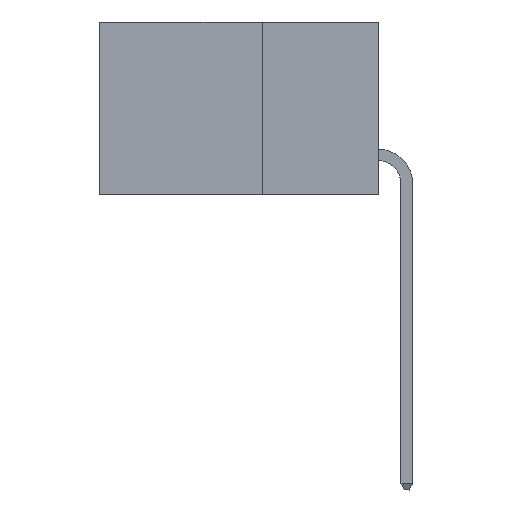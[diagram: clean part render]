
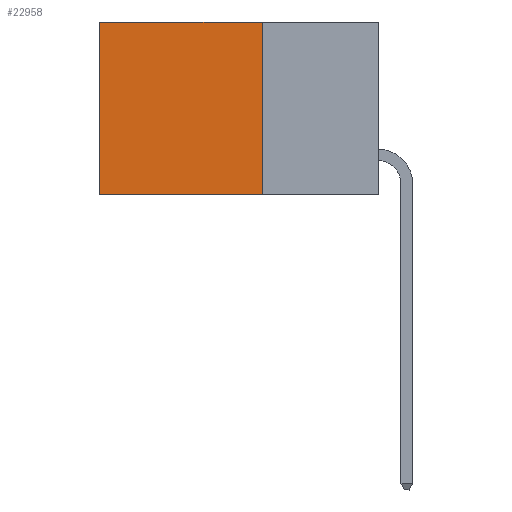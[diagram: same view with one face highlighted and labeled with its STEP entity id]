
A CAD part, left-side view. The second image highlights one B-rep face of the part: STEP entity #22958.
In plain terms, the highlighted planar face has unit normal (-1, 0, 0).
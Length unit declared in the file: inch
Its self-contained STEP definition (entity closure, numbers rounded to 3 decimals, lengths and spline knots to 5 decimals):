
#2267 = VERTEX_POINT ( 'NONE', #21644 ) ;
#2720 = ORIENTED_EDGE ( 'NONE', *, *, #7387, .F. ) ;
#4058 = ORIENTED_EDGE ( 'NONE', *, *, #8055, .T. ) ;
#4948 = VECTOR ( 'NONE', #23563, 39.37008 ) ;
#7180 = VECTOR ( 'NONE', #30250, 39.37008 ) ;
#7387 = EDGE_CURVE ( 'NONE', #15198, #22357, #11815, .T. ) ;
#8055 = EDGE_CURVE ( 'NONE', #2267, #13355, #22904, .T. ) ;
#8191 = PLANE ( 'NONE',  #11960 ) ;
#8336 = EDGE_LOOP ( 'NONE', ( #4058, #15251, #2720, #26530 ) ) ;
#8711 = CARTESIAN_POINT ( 'NONE',  ( 0.298, 0.25, -0.37 ) ) ;
#8870 = CARTESIAN_POINT ( 'NONE',  ( 0.298, 0.25, 0. ) ) ;
#9018 = VECTOR ( 'NONE', #23117, 39.37008 ) ;
#10356 = EDGE_CURVE ( 'NONE', #22357, #13355, #18157, .T. ) ;
#10714 = DIRECTION ( 'NONE',  ( 1., 0., 0. ) ) ;
#11023 = DIRECTION ( 'NONE',  ( 0., 0., -1. ) ) ;
#11068 = CARTESIAN_POINT ( 'NONE',  ( 0.298, 0.25, -0.37 ) ) ;
#11815 = LINE ( 'NONE', #13401, #17597 ) ;
#11960 = AXIS2_PLACEMENT_3D ( 'NONE', #25351, #10714, #27751 ) ;
#12603 = CARTESIAN_POINT ( 'NONE',  ( 0.298, 0.6, -0.37 ) ) ;
#13269 = CARTESIAN_POINT ( 'NONE',  ( 0.298, 0.6, 0. ) ) ;
#13355 = VERTEX_POINT ( 'NONE', #12603 ) ;
#13401 = CARTESIAN_POINT ( 'NONE',  ( 0.298, 0.25, 0. ) ) ;
#15198 = VERTEX_POINT ( 'NONE', #8870 ) ;
#15251 = ORIENTED_EDGE ( 'NONE', *, *, #10356, .F. ) ;
#17597 = VECTOR ( 'NONE', #11023, 39.37008 ) ;
#18157 = LINE ( 'NONE', #8711, #4948 ) ;
#18682 = FACE_OUTER_BOUND ( 'NONE', #8336, .T. ) ;
#21644 = CARTESIAN_POINT ( 'NONE',  ( 0.298, 0.6, 0. ) ) ;
#22357 = VERTEX_POINT ( 'NONE', #11068 ) ;
#22904 = LINE ( 'NONE', #13269, #9018 ) ;
#22958 = ADVANCED_FACE ( 'NONE', ( #18682 ), #8191, .F. ) ;
#23117 = DIRECTION ( 'NONE',  ( 0., 0., -1. ) ) ;
#23563 = DIRECTION ( 'NONE',  ( 0., 1., 0. ) ) ;
#24738 = EDGE_CURVE ( 'NONE', #15198, #2267, #26746, .T. ) ;
#25351 = CARTESIAN_POINT ( 'NONE',  ( 0.298, 0.25, 0. ) ) ;
#26530 = ORIENTED_EDGE ( 'NONE', *, *, #24738, .T. ) ;
#26746 = LINE ( 'NONE', #27832, #7180 ) ;
#27751 = DIRECTION ( 'NONE',  ( 0., 0., -1. ) ) ;
#27832 = CARTESIAN_POINT ( 'NONE',  ( 0.298, 0.25, 0. ) ) ;
#30250 = DIRECTION ( 'NONE',  ( 0., 1., 0. ) ) ;
